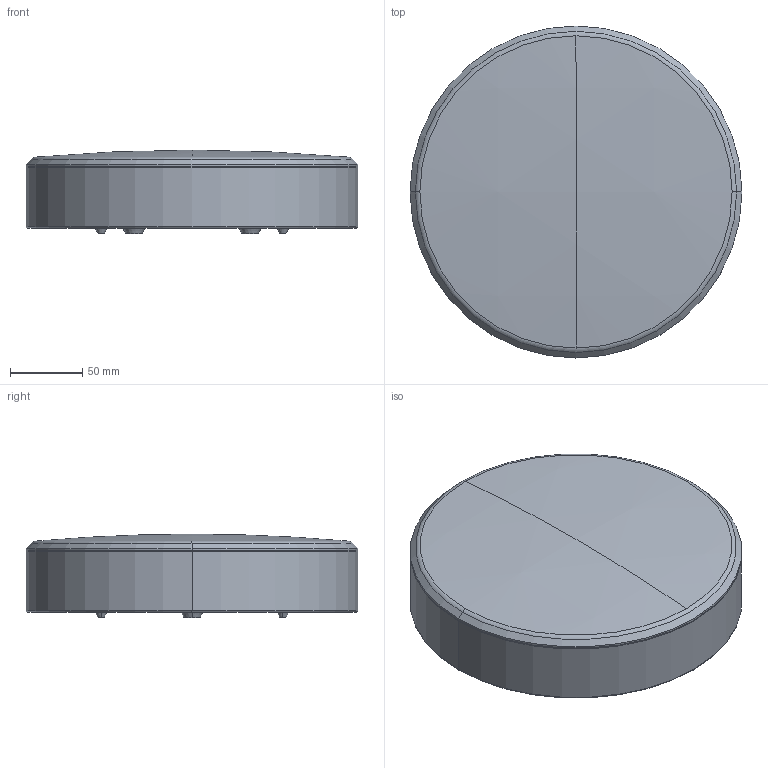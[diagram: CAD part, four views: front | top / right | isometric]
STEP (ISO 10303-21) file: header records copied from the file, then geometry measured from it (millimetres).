
FILE_DESCRIPTION (( 'STEP AP214' ), '1' );
FILE_NAME ('LLPO0-3024-1-9-K01 Ñâåòèëüíèê ËÏÎ3024 1õ9Âò 230Â G23 IP20 ÈÝÊ.STEP', '2017-07-04T12:37:15', ( '' ), ( '' ), 'SwSTEP 2.0', 'SolidWorks 2014', '' );
FILE_SCHEMA (( 'AUTOMOTIVE_DESIGN' ));
Length unit declared in the file: millimetre
Products named in the file (1): LLPO0-3024-1-9-K01 Ñâåòèëüíèê ËÏÎ3024 1õ9Âò 230Â G23 IP20 ÈÝÊ
Bounding box: 230 x 230 x 58 mm (x, y, z)
Volume: 2121282.8 mm3; surface area: 118008.1 mm2
Topology: 1 solids, 1 shells, 52 faces, 104 edges, 67 vertices
Faces by surface type: cone 16, cylinder 14, plane 14, torus 6, sphere 2
Entity records: 1420 total; most frequent: DIRECTION 284, CARTESIAN_POINT 224, ORIENTED_EDGE 208, AXIS2_PLACEMENT_3D 127, EDGE_CURVE 104, CIRCLE 74, VERTEX_POINT 67, EDGE_LOOP 65
